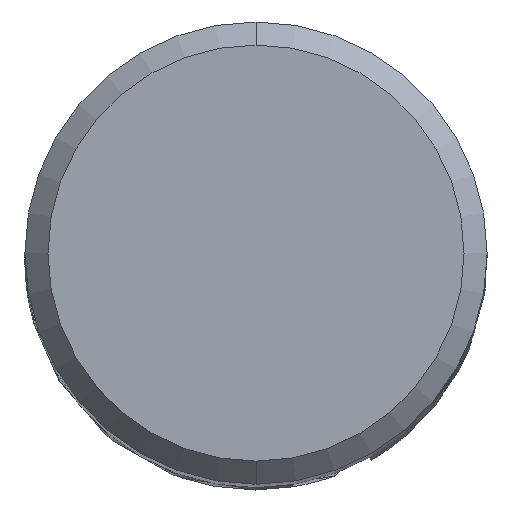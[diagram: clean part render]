
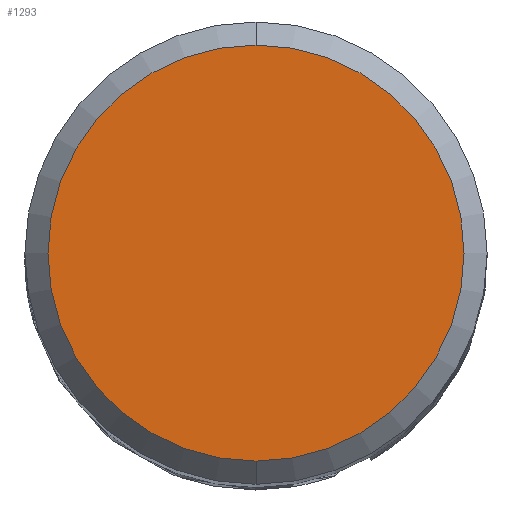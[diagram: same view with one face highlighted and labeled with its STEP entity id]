
A CAD part, top view. The second image highlights one B-rep face of the part: STEP entity #1293.
In plain terms, the highlighted planar face has unit normal (0, 0, 1).
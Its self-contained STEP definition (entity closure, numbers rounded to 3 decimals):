
#535=EDGE_CURVE('',#1363,#985,#1554,.T.);
#985=VERTEX_POINT('',#2053);
#1293=ADVANCED_FACE('',(#2382),#2383,.T.);
#1363=VERTEX_POINT('',#2461);
#1449=EDGE_CURVE('',#985,#1363,#2554,.T.);
#1554=CIRCLE('',#2658,5.4);
#2053=CARTESIAN_POINT('',(0.0,5.4,0.0));
#2382=FACE_OUTER_BOUND('',#7018,.T.);
#2383=PLANE('',#7019);
#2461=CARTESIAN_POINT('',(0.,-5.4,0.0));
#2554=CIRCLE('',#7732,5.4);
#2658=AXIS2_PLACEMENT_3D('',#7908,#7909,#7910);
#7018=EDGE_LOOP('',(#8770,#8771));
#7019=AXIS2_PLACEMENT_3D('',#8772,#8773,#8774);
#7732=AXIS2_PLACEMENT_3D('',#8975,#8976,#8977);
#7908=CARTESIAN_POINT('',(0.0,0.0,0.0));
#7909=DIRECTION('',(0.0,0.0,-1.0));
#7910=DIRECTION('',(0.0,1.0,0.0));
#8770=ORIENTED_EDGE('',*,*,#1449,.F.);
#8771=ORIENTED_EDGE('',*,*,#535,.F.);
#8772=CARTESIAN_POINT('',(0.0,2.7,0.0));
#8773=DIRECTION('',(-0.0,0.0,1.0));
#8774=DIRECTION('',(0.0,-1.0,0.0));
#8975=CARTESIAN_POINT('',(0.0,0.0,0.0));
#8976=DIRECTION('',(0.0,0.0,-1.0));
#8977=DIRECTION('',(0.0,1.0,0.0));
